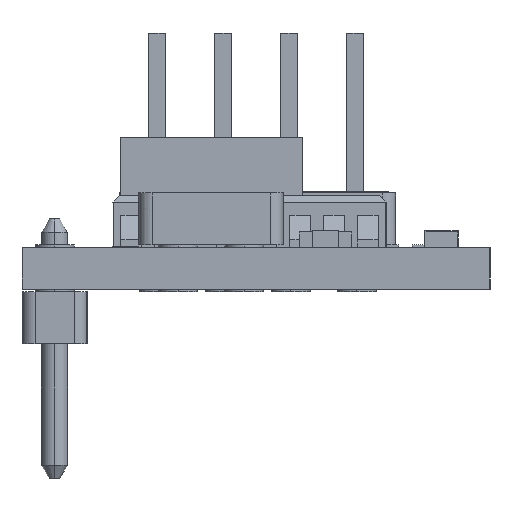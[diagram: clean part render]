
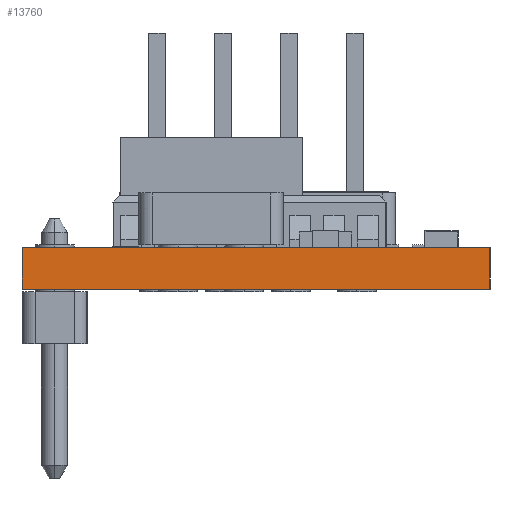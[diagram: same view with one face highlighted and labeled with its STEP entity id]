
A CAD part, left-side view. The second image highlights one B-rep face of the part: STEP entity #13760.
In plain terms, the highlighted planar face has unit normal (-1, 0, 0).
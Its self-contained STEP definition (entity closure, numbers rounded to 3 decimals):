
#9205 = VERTEX_POINT('',#9206);
#9206 = CARTESIAN_POINT('',(-20.75,9.,1.6));
#9212 = EDGE_CURVE('',#9205,#9213,#9215,.T.);
#9213 = VERTEX_POINT('',#9214);
#9214 = CARTESIAN_POINT('',(-20.75,-9.,1.6));
#9215 = LINE('',#9216,#9217);
#9216 = CARTESIAN_POINT('',(-20.75,9.,1.6));
#9217 = VECTOR('',#9218,1.);
#9218 = DIRECTION('',(0.,-1.,0.));
#13741 = VERTEX_POINT('',#13742);
#13742 = CARTESIAN_POINT('',(-20.75,9.,0.));
#13748 = EDGE_CURVE('',#9205,#13741,#13749,.T.);
#13749 = LINE('',#13750,#13751);
#13750 = CARTESIAN_POINT('',(-20.75,9.,1.6));
#13751 = VECTOR('',#13752,1.);
#13752 = DIRECTION('',(-0.,-0.,-1.));
#13760 = ADVANCED_FACE('',(#13761),#13779,.F.);
#13761 = FACE_BOUND('',#13762,.T.);
#13762 = EDGE_LOOP('',(#13763,#13771,#13777,#13778));
#13763 = ORIENTED_EDGE('',*,*,#13764,.T.);
#13764 = EDGE_CURVE('',#13741,#13765,#13767,.T.);
#13765 = VERTEX_POINT('',#13766);
#13766 = CARTESIAN_POINT('',(-20.75,-9.,0.));
#13767 = LINE('',#13768,#13769);
#13768 = CARTESIAN_POINT('',(-20.75,9.,0.));
#13769 = VECTOR('',#13770,1.);
#13770 = DIRECTION('',(0.,-1.,0.));
#13771 = ORIENTED_EDGE('',*,*,#13772,.F.);
#13772 = EDGE_CURVE('',#9213,#13765,#13773,.T.);
#13773 = LINE('',#13774,#13775);
#13774 = CARTESIAN_POINT('',(-20.75,-9.,1.6));
#13775 = VECTOR('',#13776,1.);
#13776 = DIRECTION('',(-0.,-0.,-1.));
#13777 = ORIENTED_EDGE('',*,*,#9212,.F.);
#13778 = ORIENTED_EDGE('',*,*,#13748,.T.);
#13779 = PLANE('',#13780);
#13780 = AXIS2_PLACEMENT_3D('',#13781,#13782,#13783);
#13781 = CARTESIAN_POINT('',(-20.75,9.,1.6));
#13782 = DIRECTION('',(1.,0.,-0.));
#13783 = DIRECTION('',(0.,1.,0.));
